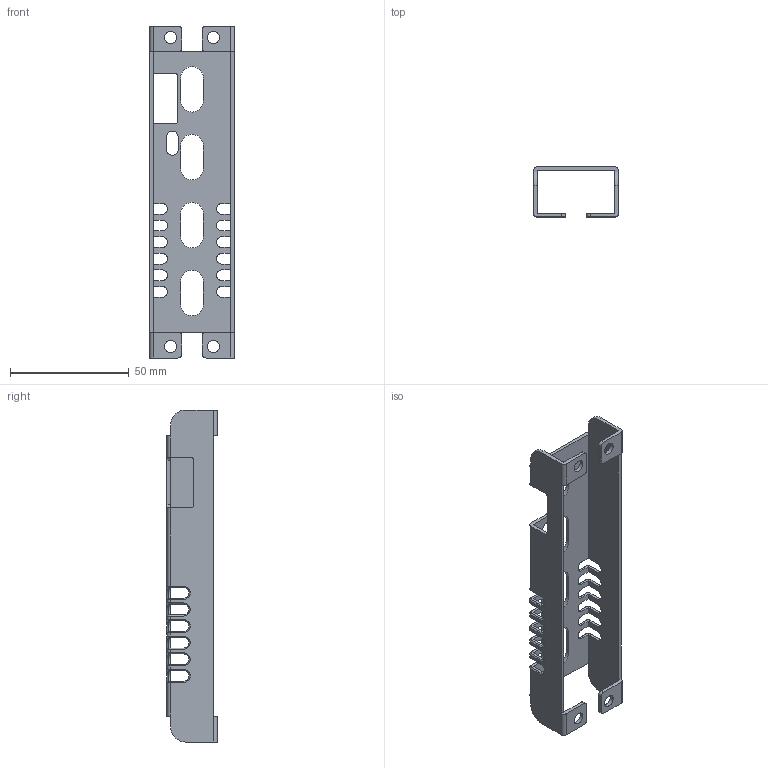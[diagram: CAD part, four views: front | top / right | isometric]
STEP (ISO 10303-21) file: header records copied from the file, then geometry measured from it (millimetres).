
FILE_DESCRIPTION((''),'2;1');
FILE_NAME('141834_SW','2008-08-15T',('banengservice'),('BANNER ENGINEERING'),'PRO/ENGINEER BY PARAMETRIC TECHNOLOGY CORPORATION, 2006170','PRO/ENGINEER BY PARAMETRIC TECHNOLOGY CORPORATION, 2006170','');
FILE_SCHEMA(('CONFIG_CONTROL_DESIGN'));
Length unit declared in the file: inch
Products named in the file (1): 141834_SW
Bounding box: 35.66 x 21.18 x 139.7 mm (x, y, z)
Volume: 12076 mm3; surface area: 17397.9 mm2
Topology: 1 solids, 1 shells, 245 faces, 699 edges, 430 vertices
Faces by surface type: plane 120, cylinder 77, cone 48
Entity records: 7999 total; most frequent: ORIENTED_EDGE 1398, DIRECTION 1391, CARTESIAN_POINT 1374, EDGE_CURVE 699, VECTOR 497, LINE 497, AXIS2_PLACEMENT_3D 447, VERTEX_POINT 430
